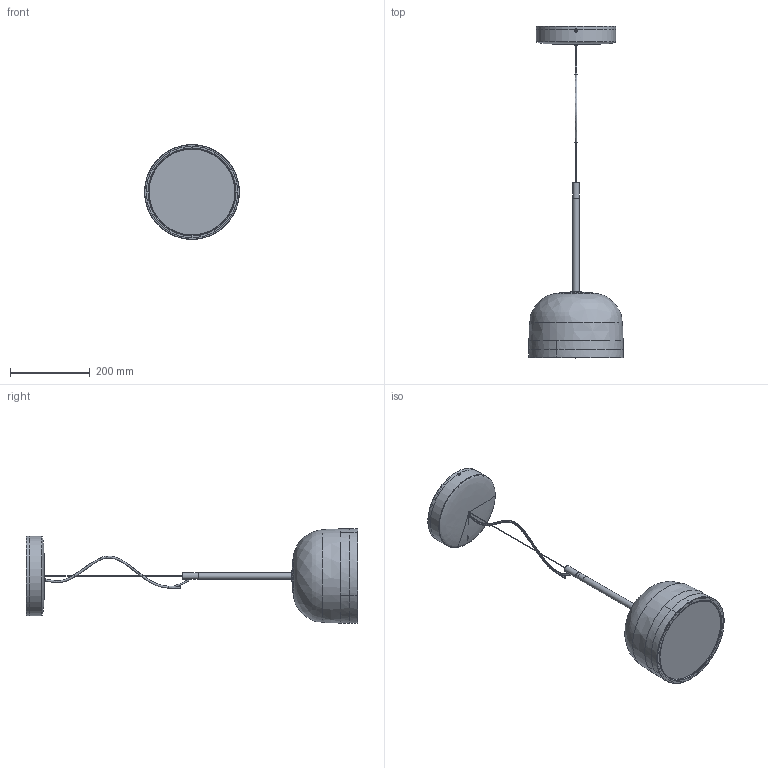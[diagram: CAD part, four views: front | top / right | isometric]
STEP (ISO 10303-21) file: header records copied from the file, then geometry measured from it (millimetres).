
FILE_DESCRIPTION(/* description */ (''),/* implementation_level */ '2;1');
FILE_NAME(/* name */ 'F439080xxxxxLE.stp',/* time_stamp */ '2020-01-20T14:07:59+01:00',/* author */ ('sghezzi'),/* organization */ (''),/* preprocessor_version */ 'ST-DEVELOPER v17.2',/* originating_system */ 'Autodesk Inventor 2019',/* authorisation */ '');
FILE_SCHEMA (('AUTOMOTIVE_DESIGN { 1 0 10303 214 3 1 1 }'));
Products named in the file (65): 4390-0; 001439002-03; 001439010; 007439060; 003438910; 003438911; 003438910_1; 065020001; 007438917; 006438910; 007439040; 060009001; 063015001; 007439225; 007439002; 001439011; 007439050; 003438912; 003438912_1; 003438913; 006438915; 005438910; 007439240; 006349301; 005438900; 007439080; 003438640; 005386710; 009431040; 061013010; 066029010; 066010000; 065010304; 050003000; 063017001; 060009002; 005437210; 006600289; 006600329; 007437530 ...
Assembly tree (117 placements, depth 5):
  4390-0
    001439002-03
      001439010
        007439060
        003438910
          003438911
          003438910_1
        065020001  x3
        005438910
      007438917
      006438910  x3
      007439040
      006531200  x11
      060009001
      063015001
      007439225
      007439002
      001439011
        007439050
        003438912
          003438912_1
          003438913
        006438915  x6
        005438910
      007439240  x3
      007439250  x3
      006558701  x6
      006349301
      005438900  x2
      007439080
      003438640  x4
      060009000  x2
      006365500  x2
      005386710
      009431040
      061013010  x2
      066029010  x2
      066010000
      063017001  x2
      065010304
      050003000
      066002100  x2
      060009002
      005437210
      006600289  x2
      006600329  x2
      007437530
      005439000 PER SOSP
      006600109
      007438950  x3
      006247202
      005302301  x3
      093989001
      007441080
      007441030
      006600322  x2
      006359270  x2
      005441050
      005438620
      006104380  x2
Bounding box: 238 x 832.05 x 238 mm (x, y, z)
Volume: 3323434.3 mm3; surface area: 1291266.2 mm2
Topology: 121 solids, 121 shells, 3023 faces, 8032 edges, 5339 vertices
Faces by surface type: plane 1719, cylinder 1028, cone 147, bspline 66, torus 45, sphere 18
Full cylindrical faces by diameter (mm): 1.6 x1, 1.7 x1, 2 x17, 2.2 x17, 2.4 x2, 2.417 x2, 2.459 x15, 2.735 x5, 3 x42, 3.242 x7, 3.3 x12, 3.5 x9, 4 x32, 4.134 x1, 4.2 x16, 4.21 x10, 4.3 x13, 4.5 x7, 5 x3, 5.2 x1, 5.5 x13, 6 x18, 6.5 x13, 7 x4, 7.6 x4, 7.7 x3, 8 x3, 8.376 x2, 9 x1, 9.5 x1
Entity records: 75095 total; most frequent: CARTESIAN_POINT 28165, DIRECTION 9528, ORIENTED_EDGE 9044, EDGE_CURVE 4522, AXIS2_PLACEMENT_3D 3531, VERTEX_POINT 3104, LINE 2466, VECTOR 2466
